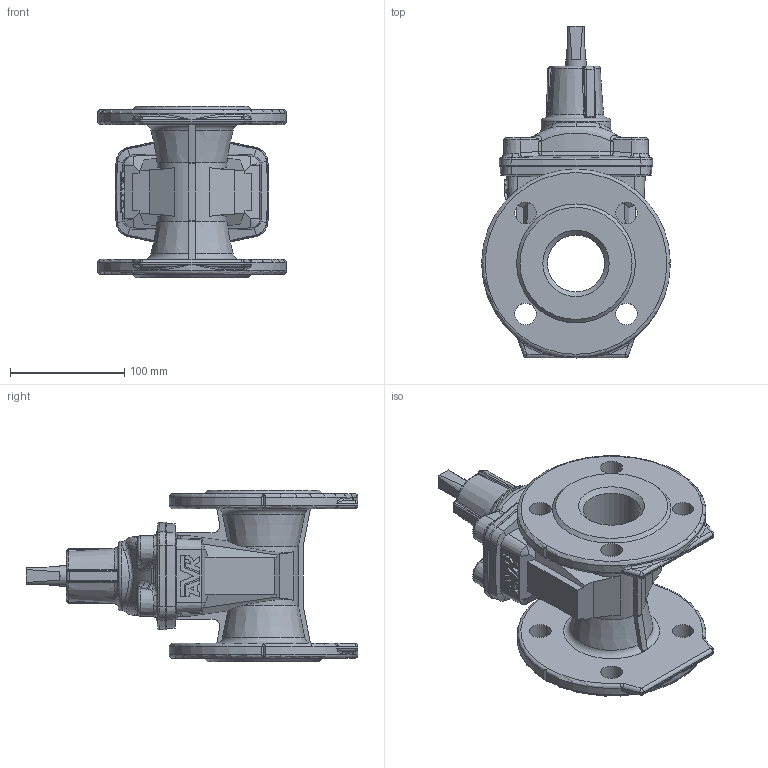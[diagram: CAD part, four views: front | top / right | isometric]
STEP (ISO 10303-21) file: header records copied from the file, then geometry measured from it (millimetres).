
FILE_DESCRIPTION (( 'STEP AP203' ), '1' );
FILE_NAME ('O_06_30_DN050_0146499_AA0.step', '2017-12-07T10:44:51', ( 'Windows User' ), ( 'AVK' ), 'SwSTEP 2.0', 'SolidWorks 2012', '' );
FILE_SCHEMA (( 'CONFIG_CONTROL_DESIGN' ));
Length unit declared in the file: millimetre
Products named in the file (1): O_06_30_DN050_0146499_AA0
Bounding box: 164.97 x 290.3 x 150 mm (x, y, z)
Volume: 1559118.1 mm3; surface area: 192735.7 mm2
Topology: 1 solids, 1 shells, 460 faces, 1151 edges, 676 vertices
Faces by surface type: plane 149, bspline 123, cylinder 78, cone 53, torus 49, sphere 8
Full cylindrical faces by diameter (mm): 18 x1, 19 x8, 50 x1, 61 x1
Entity records: 18525 total; most frequent: CARTESIAN_POINT 8778, ORIENTED_EDGE 2178, DIRECTION 1793, EDGE_CURVE 1089, AXIS2_PLACEMENT_3D 706, VERTEX_POINT 661, EDGE_LOOP 508, FACE_OUTER_BOUND 477
